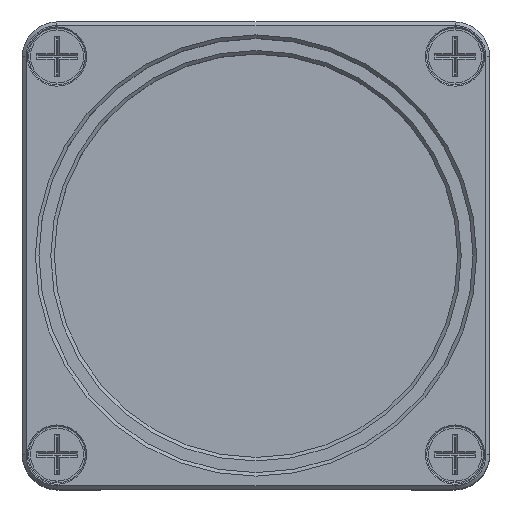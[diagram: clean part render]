
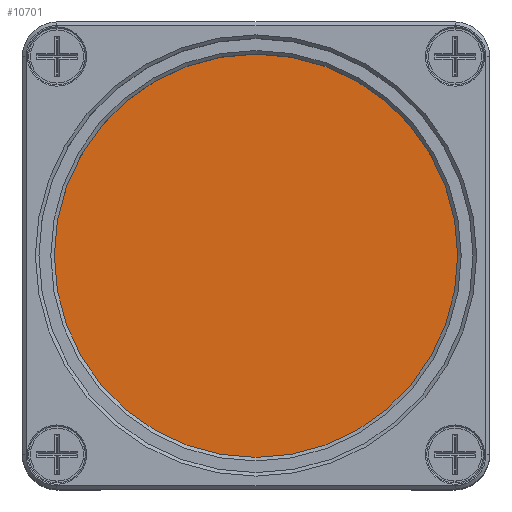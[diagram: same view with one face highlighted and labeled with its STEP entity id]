
A CAD part, top view. The second image highlights one B-rep face of the part: STEP entity #10701.
In plain terms, the highlighted face is planar.
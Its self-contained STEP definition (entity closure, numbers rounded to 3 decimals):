
#1473=FACE_OUTER_BOUND('',#56207,.T.);
#10701=ADVANCED_FACE('',(#1473),#17762,.F.);
#17762=PLANE('',#144175);
#56207=EDGE_LOOP('',(#65067));
#65067=ORIENTED_EDGE('',*,*,#119240,.F.);
#105304=VERTEX_POINT('',#196614);
#119240=EDGE_CURVE('',#105304,#105304,#139429,.T.);
#139429=CIRCLE('',#144172,12.5);
#144172=AXIS2_PLACEMENT_3D('',#196613,#157102,#157103);
#144175=AXIS2_PLACEMENT_3D('',#196617,#157108,#157109);
#157102=DIRECTION('',(0.,0.,1.));
#157103=DIRECTION('',(1.,0.,0.));
#157108=DIRECTION('',(0.,0.,1.));
#157109=DIRECTION('',(1.,0.,0.));
#196613=CARTESIAN_POINT('',(0.,0.,0.));
#196614=CARTESIAN_POINT('',(12.5,0.,0.));
#196617=CARTESIAN_POINT('',(0.,0.,0.));
